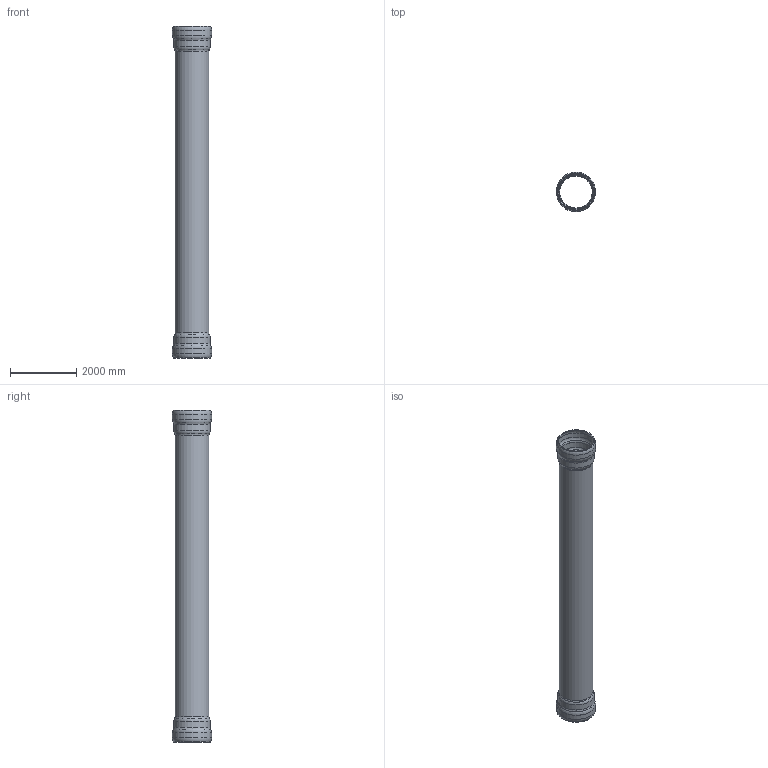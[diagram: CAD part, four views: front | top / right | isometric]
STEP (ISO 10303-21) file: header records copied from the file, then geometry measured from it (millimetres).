
FILE_DESCRIPTION(/* description */ (''),/* implementation_level */ '2;1');
FILE_NAME(/* name */ '00120.100O_3D.stp',/* time_stamp */ '2024-12-11T11:51:51+01:00',/* author */ ('CAD'),/* organization */ (''),/* preprocessor_version */ 'ST-DEVELOPER v20',/* originating_system */ 'AutoCAD Mechanical',/* authorisation */ '');
FILE_SCHEMA (('AUTOMOTIVE_DESIGN { 1 0 10303 214 3 1 1 }'));
Length unit declared in the file: centimetre
Products named in the file (4): Product; *S0; *S2; *S1
Assembly tree (3 placements, depth 3):
  Product
    *S0
    *S2
      *S1
Bounding box: 1178.92 x 1178.92 x 10000 mm (x, y, z)
Volume: 640841901.9 mm3; surface area: 64222683.3 mm2
Topology: 1 solids, 1 shells, 36 faces, 172 edges, 212 vertices
Faces by surface type: torus 20, cylinder 10, cone 6
Full cylindrical faces by diameter (mm): 980 x1, 1020 x1, 1060 x2, 1100 x2, 1140 x2, 1180 x2
Entity records: 1915 total; most frequent: CARTESIAN_POINT 427, DIRECTION 382, ORIENTED_EDGE 192, AXIS2_PLACEMENT_3D 167, CIRCLE 124, EDGE_CURVE 96, STYLED_ITEM 77, TRIMMED_CURVE 76
